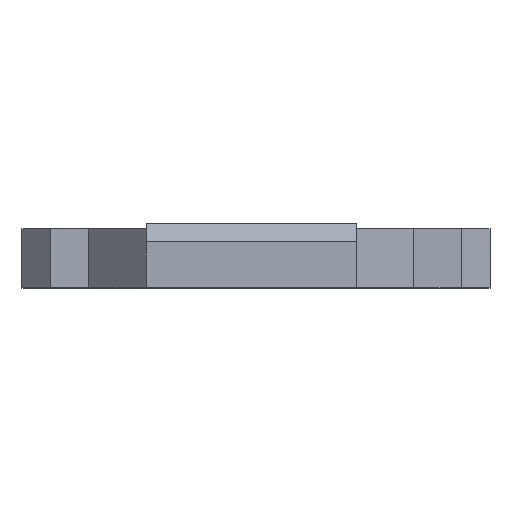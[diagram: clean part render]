
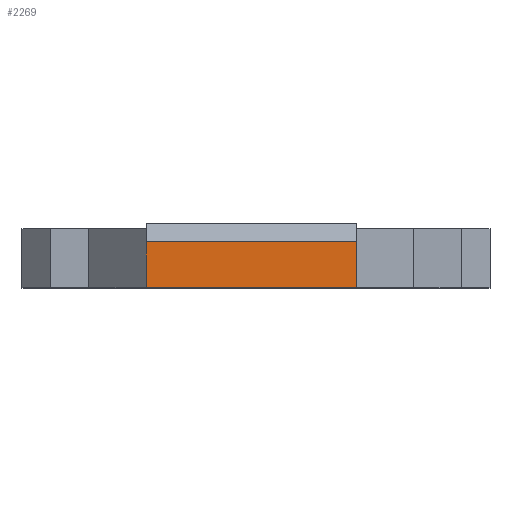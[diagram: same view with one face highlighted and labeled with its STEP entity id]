
A CAD part, top view. The second image highlights one B-rep face of the part: STEP entity #2269.
In plain terms, the highlighted planar face has unit normal (0, 0, 1).
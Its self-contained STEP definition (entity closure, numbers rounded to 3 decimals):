
#202=FACE_OUTER_BOUND('',#331,.T.);
#331=EDGE_LOOP('',(#1856,#1857,#1858,#1859));
#488=LINE('',#3562,#748);
#567=LINE('',#3773,#827);
#569=LINE('',#3776,#829);
#572=LINE('',#3781,#832);
#748=VECTOR('',#2634,10.);
#827=VECTOR('',#2807,10.);
#829=VECTOR('',#2811,10.);
#832=VECTOR('',#2816,10.);
#999=VERTEX_POINT('',#3559);
#1000=VERTEX_POINT('',#3561);
#1084=VERTEX_POINT('',#3770);
#1085=VERTEX_POINT('',#3772);
#1260=EDGE_CURVE('',#999,#1000,#488,.T.);
#1364=EDGE_CURVE('',#1084,#1085,#567,.T.);
#1366=EDGE_CURVE('',#999,#1085,#569,.T.);
#1369=EDGE_CURVE('',#1000,#1084,#572,.T.);
#1856=ORIENTED_EDGE('',*,*,#1364,.F.);
#1857=ORIENTED_EDGE('',*,*,#1369,.F.);
#1858=ORIENTED_EDGE('',*,*,#1260,.F.);
#1859=ORIENTED_EDGE('',*,*,#1366,.T.);
#2164=PLANE('',#2411);
#2269=ADVANCED_FACE('',(#202),#2164,.T.);
#2411=AXIS2_PLACEMENT_3D('',#3780,#2814,#2815);
#2634=DIRECTION('',(-1.,0.,0.));
#2807=DIRECTION('',(1.,0.,0.));
#2811=DIRECTION('',(0.,1.,0.));
#2814=DIRECTION('center_axis',(0.,0.,
1.));
#2815=DIRECTION('ref_axis',(1.,0.,0.));
#2816=DIRECTION('',(0.,1.,0.));
#3559=CARTESIAN_POINT('',(326.371,-7.054,797.94));
#3561=CARTESIAN_POINT('',(315.371,-7.054,797.94));
#3562=CARTESIAN_POINT('',(318.871,-7.054,797.94));
#3770=CARTESIAN_POINT('',(315.371,-4.662,797.94));
#3772=CARTESIAN_POINT('',(326.371,-4.662,797.94));
#3773=CARTESIAN_POINT('',(318.977,-4.662,797.94));
#3776=CARTESIAN_POINT('',(326.371,-3.955,797.94));
#3780=CARTESIAN_POINT('Origin',(316.871,-7.453,797.94));
#3781=CARTESIAN_POINT('',(315.371,-5.553,797.94));
